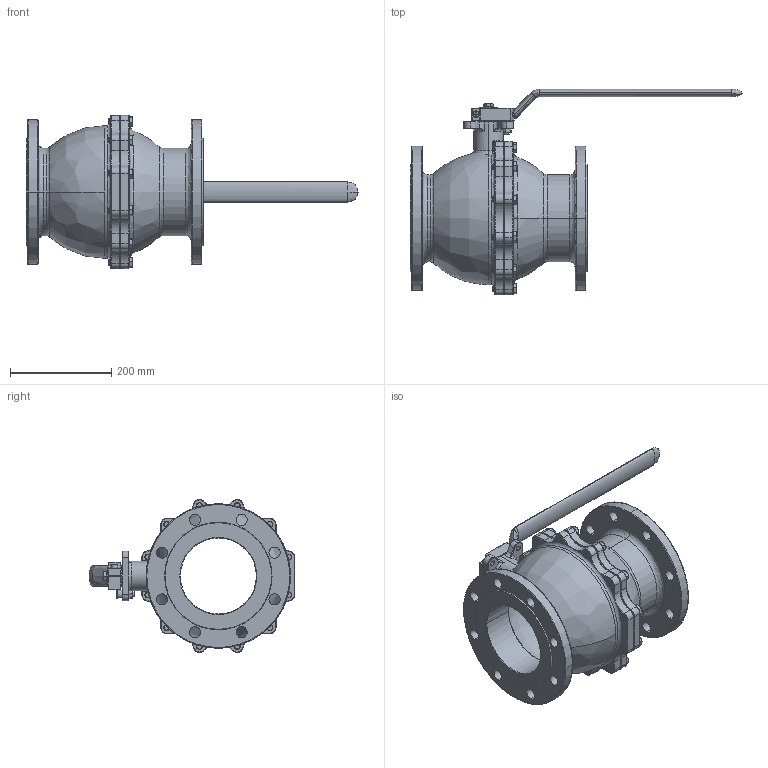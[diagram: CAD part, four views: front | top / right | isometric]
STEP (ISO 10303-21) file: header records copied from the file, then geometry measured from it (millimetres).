
FILE_DESCRIPTION (( 'STEP AP214' ), '1' );
FILE_NAME ('Fig. 150 DN-150.STEP', '2020-10-15T08:46:06', ( '' ), ( '' ), 'SwSTEP 2.0', 'SolidWorks 2020', '' );
FILE_SCHEMA (( 'AUTOMOTIVE_DESIGN' ));
Length unit declared in the file: millimetre
Products named in the file (1): Fig. 150  DN-150
Bounding box: 654.99 x 406.09 x 302.19 mm (x, y, z)
Volume: 5499631.3 mm3; surface area: 904870.9 mm2
Topology: 22 solids, 22 shells, 1142 faces, 2665 edges, 1555 vertices
Faces by surface type: plane 360, cylinder 346, bspline 238, cone 180, sphere 15, torus 3
Entity records: 63164 total; most frequent: CARTESIAN_POINT 25699, ORIENTED_EDGE 5196, DIRECTION 5081, EDGE_CURVE 2598, AXIS2_PLACEMENT_3D 2106, VERTEX_POINT 1541, EDGE_LOOP 1287, CIRCLE 1201
